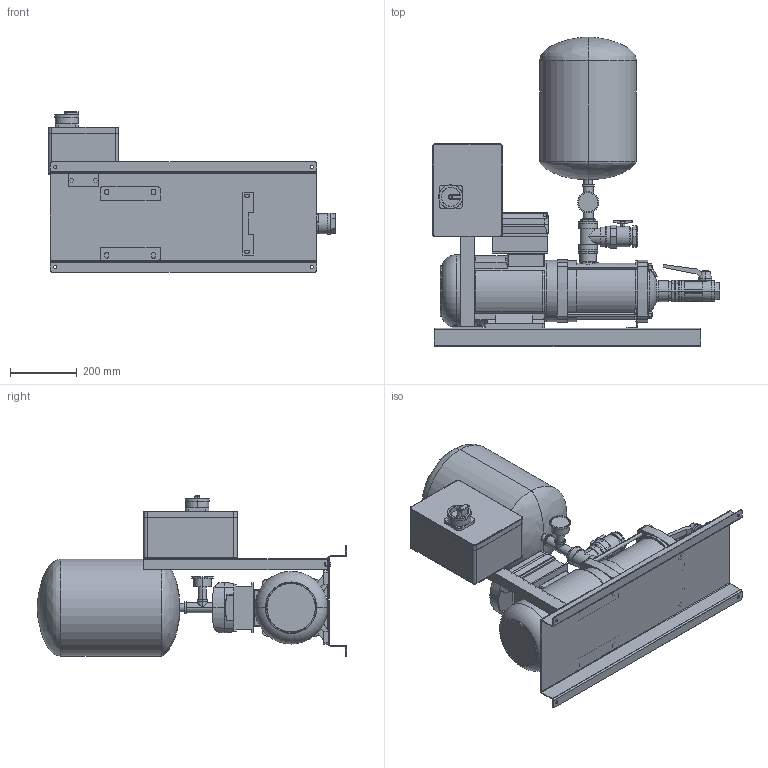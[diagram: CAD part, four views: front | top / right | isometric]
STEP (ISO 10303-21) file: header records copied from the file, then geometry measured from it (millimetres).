
FILE_DESCRIPTION (( 'STEP AP214' ), '1' );
FILE_NAME ('1EH_20-5_TE.STEP', '2022-03-02T10:10:36', ( '' ), ( '' ), 'SwSTEP 2.0', 'SolidWorks 2020', '' );
FILE_SCHEMA (( 'AUTOMOTIVE_DESIGN' ));
Length unit declared in the file: mil
Products named in the file (1): 1EH_20-5_TE
Bounding box: 860.85 x 928.5 x 480 mm (x, y, z)
Volume: 43676618.7 mm3; surface area: 3241472.9 mm2
Topology: 41 solids, 41 shells, 973 faces, 2350 edges, 1526 vertices
Faces by surface type: plane 495, cylinder 374, cone 52, torus 34, bspline 12, sphere 6
Entity records: 33863 total; most frequent: CARTESIAN_POINT 9484, DIRECTION 4892, ORIENTED_EDGE 4692, EDGE_CURVE 2346, AXIS2_PLACEMENT_3D 1786, VERTEX_POINT 1526, VECTOR 1320, LINE 1320
